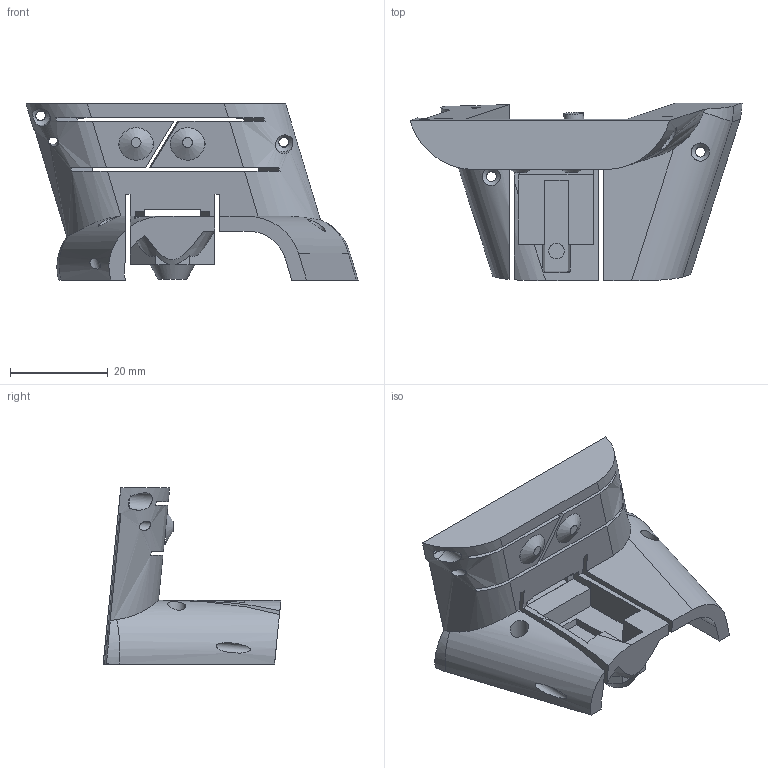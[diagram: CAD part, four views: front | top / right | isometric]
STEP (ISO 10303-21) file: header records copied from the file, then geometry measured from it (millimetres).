
FILE_DESCRIPTION(/* description */ ('Model of The Lynx Mouse handle thumb piece'),/* implementation_level */ '2;1');
FILE_NAME(/* name */ 'lynx-mouse-handle-thumb.step',/* time_stamp */ '2026-01-17T02:08:54',/* author */ ('David H. Bronke',''),/* organization */ (''),/* preprocessor_version */ 'Open CASCADE STEP processor 7.8.1.1',/* originating_system */ 'python-cadquery',/* authorization */ '');
FILE_SCHEMA(('AUTOMOTIVE_DESIGN { 1 0 10303 214 1 1 1 1 }'));
Length unit declared in the file: millimetre
Products named in the file (1): The Lynx Mouse handle thumb piece
Bounding box: 67.81 x 36.3 x 36.01 mm (x, y, z)
Volume: 15609.4 mm3; surface area: 10938.7 mm2
Topology: 1 solids, 1 shells, 128 faces, 364 edges, 236 vertices
Faces by surface type: plane 88, cylinder 21, cone 12, extrusion 5, bspline 2
Full cylindrical faces by diameter (mm): 2 x6, 3.2 x1, 3.7 x3, 4 x3
Entity records: 5955 total; most frequent: CARTESIAN_POINT 2605, ORIENTED_EDGE 720, DIRECTION 654, EDGE_CURVE 360, VECTOR 258, LINE 253, VERTEX_POINT 236, AXIS2_PLACEMENT_3D 198
